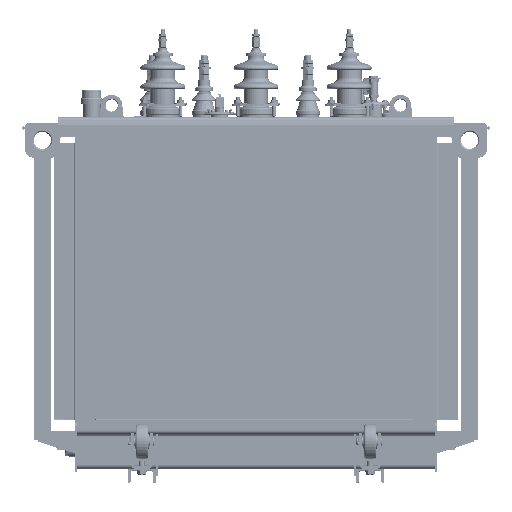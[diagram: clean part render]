
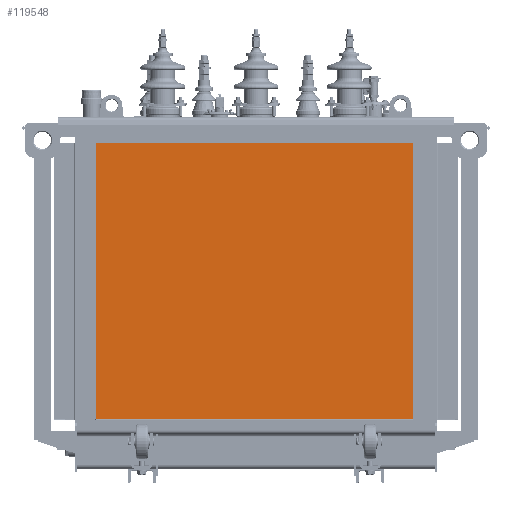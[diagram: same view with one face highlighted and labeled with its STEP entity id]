
A CAD part, top view. The second image highlights one B-rep face of the part: STEP entity #119548.
In plain terms, the highlighted planar face has unit normal (0, 0, 1).
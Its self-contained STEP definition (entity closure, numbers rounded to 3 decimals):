
#13232=LINE('',#234191,#20600);
#13233=LINE('',#234194,#20601);
#13234=LINE('',#234196,#20602);
#13235=LINE('',#234197,#20603);
#20600=VECTOR('',#158628,80.);
#20601=VECTOR('',#158631,91.44);
#20602=VECTOR('',#158632,91.44);
#20603=VECTOR('',#158633,80.);
#27450=PLANE('',#130166);
#34010=FACE_OUTER_BOUND('',#43065,.T.);
#43065=EDGE_LOOP('',(#74830,#74831,#74832,#74833));
#74830=ORIENTED_EDGE('',*,*,#90640,.F.);
#74831=ORIENTED_EDGE('',*,*,#90639,.T.);
#74832=ORIENTED_EDGE('',*,*,#90641,.F.);
#74833=ORIENTED_EDGE('',*,*,#90642,.F.);
#90639=EDGE_CURVE('',#101252,#101254,#13232,.T.);
#90640=EDGE_CURVE('',#101252,#101255,#13233,.T.);
#90641=EDGE_CURVE('',#101256,#101254,#13234,.T.);
#90642=EDGE_CURVE('',#101255,#101256,#13235,.T.);
#101252=VERTEX_POINT('',#234185);
#101254=VERTEX_POINT('',#234189);
#101255=VERTEX_POINT('',#234193);
#101256=VERTEX_POINT('',#234195);
#119548=ADVANCED_FACE('',(#34010),#27450,.T.);
#130166=AXIS2_PLACEMENT_3D('',#234192,#158629,#158630);
#158628=DIRECTION('',(0.,1.,0.));
#158629=DIRECTION('center_axis',(0.,0.,
1.));
#158630=DIRECTION('ref_axis',(1.,0.,0.));
#158631=DIRECTION('',(-1.,0.,0.));
#158632=DIRECTION('',(1.,0.,0.));
#158633=DIRECTION('',(0.,1.,0.));
#234185=CARTESIAN_POINT('',(45.27,13.7,45.22));
#234189=CARTESIAN_POINT('',(45.27,93.7,45.22));
#234191=CARTESIAN_POINT('',(45.27,13.7,45.22));
#234192=CARTESIAN_POINT('Origin',(-46.17,13.7,45.22));
#234193=CARTESIAN_POINT('',(-46.17,13.7,45.22));
#234194=CARTESIAN_POINT('',(45.27,13.7,45.22));
#234195=CARTESIAN_POINT('',(-46.17,93.7,45.22));
#234196=CARTESIAN_POINT('',(45.27,93.7,45.22));
#234197=CARTESIAN_POINT('',(-46.17,13.7,45.22));
